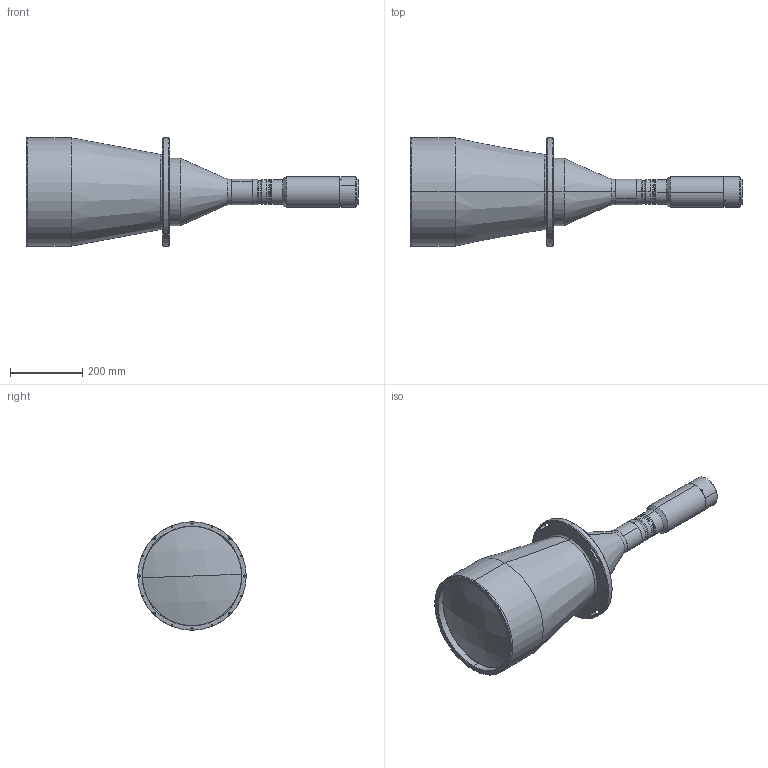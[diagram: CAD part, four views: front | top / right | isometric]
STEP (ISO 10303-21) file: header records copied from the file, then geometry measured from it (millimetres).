
FILE_DESCRIPTION (( 'STEP AP203' ), '1' );
FILE_NAME ('XF-PTL26862-M72-11.48-VI.STEP', '2019-06-14T02:53:07', ( 'puyufan' ), ( '' ), 'SwSTEP 2.0', 'SolidWorks 2014', '' );
FILE_SCHEMA (( 'CONFIG_CONTROL_DESIGN' ));
Length unit declared in the file: millimetre
Products named in the file (1): XF-PTL26862-M72-11.48-VI
Bounding box: 919.82 x 300 x 300 mm (x, y, z)
Surface area: 736821.8 mm2 (no closed solid volume)
Topology: 0 solids, 71 shells, 332 faces, 1790 edges, 1499 vertices
Faces by surface type: cylinder 184, plane 72, torus 40, cone 34, sphere 2
Entity records: 26374 total; most frequent: CARTESIAN_POINT 12674, DIRECTION 2822, ORIENTED_EDGE 2363, EDGE_CURVE 1778, VERTEX_POINT 1499, AXIS2_PLACEMENT_3D 1107, CIRCLE 774, LINE 608
